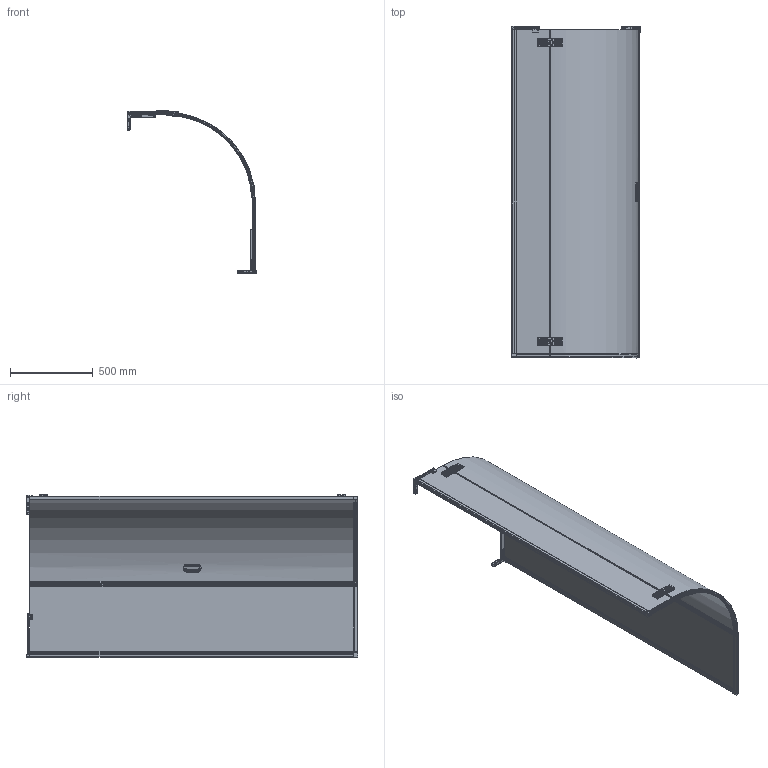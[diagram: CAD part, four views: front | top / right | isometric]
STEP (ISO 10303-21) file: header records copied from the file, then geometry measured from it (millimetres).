
FILE_DESCRIPTION((''),'2;1');
FILE_NAME('CGF81_ASM','2019-12-16T',('admin'),(''),'PRO/ENGINEER BY PARAMETRIC TECHNOLOGY CORPORATION, 2010280','PRO/ENGINEER BY PARAMETRIC TECHNOLOGY CORPORATION, 2010280','');
FILE_SCHEMA(('CONFIG_CONTROL_DESIGN'));
Products named in the file (48): DD104-81; CG325-2; CG237-1956; CG334-1956; CG335-1956; CG237-1956-L-CC313_ASM; CG007-8X224XX1962; DD105-224; CG326-2; CG237-1956-R-CC313_ASM; DC553-8X424X1962; DD105-424; CG235; SE434-150L; CG254; AC254; AC246; AC251_ASM; CG350; NC714-M4X14; AC589; CG253_ASM; SE325; CG359; CG235-150L_ASM; SE434-250A; CG235-250R_ASM; CG201-1; CG202-1; MC364; MC223; MC234; MC224; MC223-MC364_ASM; JC209; CG306; AD466; CG200-F_ASM; CG014-8X815X1962; CK407-1962 ...
Assembly tree (65 placements, depth 5):
  CGF81_ASM
    DD104-81
    CG237-1956-L-CC313_ASM
      CG325-2
      CG237-1956
      CG334-1956
      CG335-1956
    CG007-8X224XX1962
    DD105-224
    CG237-1956-R-CC313_ASM
      CG326-2
      CG237-1956
      CG334-1956
      CG335-1956
    DC553-8X424X1962
    DD105-424
    CG235-150L_ASM
      CG235
      SE434-150L
      CG253_ASM
        CG254
        AC251_ASM  x2
          AC254
          AC246
        CG350  x3
        NC714-M4X14  x2
        AC589  x2
      SE325
      CG359
    CG235-250R_ASM
      CG235
      SE434-250A
      SE325
      CG253_ASM
        CG254
        AC251_ASM  x2
          AC254
          AC246
        CG350  x3
        NC714-M4X14  x2
        AC589  x2
      CG359
    CG200-F_ASM  x2
      CG201-1
      CG202-1
      MC223-MC364_ASM
        MC364
        MC223
        MC234
        MC224
      JC209
      CG306
      AD466
    CG014-8X815X1962
    CK407-1962
    CK407-1980
    DD346-1980
    DC406-829
    CG500-1_ASM
      CG502-1
Bounding box: 777.3 x 2005 x 980.28 mm (x, y, z)
Volume: 24159271.1 mm3; surface area: 7978341.7 mm2
Topology: 98 solids, 132 shells, 4506 faces, 11724 edges, 7539 vertices
Faces by surface type: cylinder 1747, plane 1506, bspline 464, torus 448, cone 218, sphere 110, revolution 13
Entity records: 84125 total; most frequent: CARTESIAN_POINT 31086, ORIENTED_EDGE 11146, DIRECTION 10716, EDGE_CURVE 5631, AXIS2_PLACEMENT_3D 4051, VERTEX_POINT 3649, VECTOR 2601, LINE 2601
